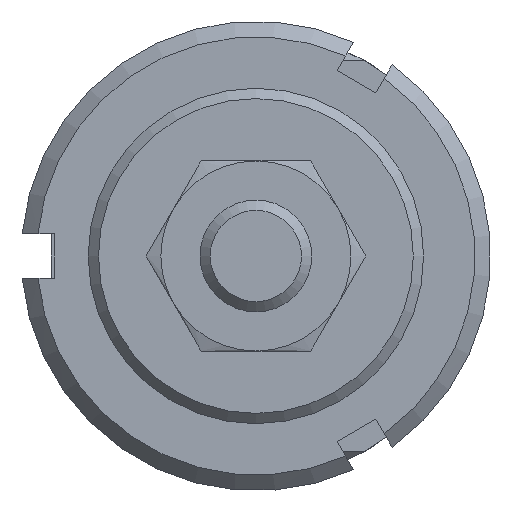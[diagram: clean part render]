
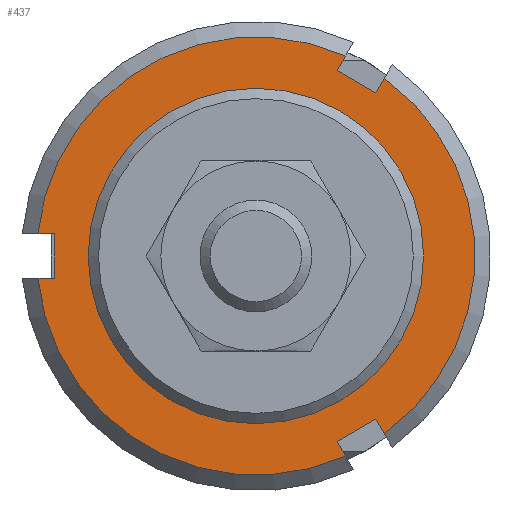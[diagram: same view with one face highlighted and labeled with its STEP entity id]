
A CAD part, left-side view. The second image highlights one B-rep face of the part: STEP entity #437.
In plain terms, the highlighted planar face has unit normal (-1, 0, 0).
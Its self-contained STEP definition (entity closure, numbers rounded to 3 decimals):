
#437 = ADVANCED_FACE( '', ( #836, #837 ), #838, .F. );
#836 = FACE_OUTER_BOUND( '', #1218, .T. );
#837 = FACE_BOUND( '', #1219, .T. );
#838 = PLANE( '', #1220 );
#1218 = EDGE_LOOP( '', ( #2035, #2036, #2037, #2038, #2039, #2040, #2041, #2042, #2043, #2044, #2045, #2046 ) );
#1219 = EDGE_LOOP( '', ( #2047 ) );
#1220 = AXIS2_PLACEMENT_3D( '', #2048, #2049, #2050 );
#2035 = ORIENTED_EDGE( '', *, *, #2280, .F. );
#2036 = ORIENTED_EDGE( '', *, *, #2167, .F. );
#2037 = ORIENTED_EDGE( '', *, *, #2362, .F. );
#2038 = ORIENTED_EDGE( '', *, *, #2421, .F. );
#2039 = ORIENTED_EDGE( '', *, *, #2319, .F. );
#2040 = ORIENTED_EDGE( '', *, *, #2189, .F. );
#2041 = ORIENTED_EDGE( '', *, *, #2378, .F. );
#2042 = ORIENTED_EDGE( '', *, *, #2227, .F. );
#2043 = ORIENTED_EDGE( '', *, *, #2404, .F. );
#2044 = ORIENTED_EDGE( '', *, *, #2356, .F. );
#2045 = ORIENTED_EDGE( '', *, *, #2432, .F. );
#2046 = ORIENTED_EDGE( '', *, *, #2385, .F. );
#2047 = ORIENTED_EDGE( '', *, *, #2425, .T. );
#2048 = CARTESIAN_POINT( '', ( 0., 0., 0. ) );
#2049 = DIRECTION( '', ( 1., 0., 0. ) );
#2050 = DIRECTION( '', ( 0., 0., -1. ) );
#2167 = EDGE_CURVE( '', #2504, #2506, #2507, .T. );
#2189 = EDGE_CURVE( '', #2545, #2547, #2548, .T. );
#2227 = EDGE_CURVE( '', #2610, #2611, #2612, .T. );
#2280 = EDGE_CURVE( '', #2506, #2695, #2696, .T. );
#2319 = EDGE_CURVE( '', #2547, #2759, #2760, .T. );
#2356 = EDGE_CURVE( '', #2812, #2814, #2815, .T. );
#2362 = EDGE_CURVE( '', #2822, #2504, #2823, .T. );
#2378 = EDGE_CURVE( '', #2611, #2545, #2844, .T. );
#2385 = EDGE_CURVE( '', #2695, #2853, #2854, .T. );
#2404 = EDGE_CURVE( '', #2814, #2610, #2880, .T. );
#2421 = EDGE_CURVE( '', #2759, #2822, #2900, .T. );
#2425 = EDGE_CURVE( '', #2905, #2905, #2906, .T. );
#2432 = EDGE_CURVE( '', #2853, #2812, #2915, .T. );
#2504 = VERTEX_POINT( '', #2998 );
#2506 = VERTEX_POINT( '', #3001 );
#2507 = LINE( '', #3002, #3003 );
#2545 = VERTEX_POINT( '', #3062 );
#2547 = VERTEX_POINT( '', #3065 );
#2548 = LINE( '', #3066, #3067 );
#2610 = VERTEX_POINT( '', #3168 );
#2611 = VERTEX_POINT( '', #3169 );
#2612 = LINE( '', #3170, #3171 );
#2695 = VERTEX_POINT( '', #3299 );
#2696 = CIRCLE( '', #3300, 19.6 );
#2759 = VERTEX_POINT( '', #3389 );
#2760 = CIRCLE( '', #3390, 19.6 );
#2812 = VERTEX_POINT( '', #3480 );
#2814 = VERTEX_POINT( '', #3483 );
#2815 = LINE( '', #3484, #3485 );
#2822 = VERTEX_POINT( '', #3496 );
#2823 = LINE( '', #3497, #3498 );
#2844 = LINE( '', #3538, #3539 );
#2853 = VERTEX_POINT( '', #3551 );
#2854 = LINE( '', #3552, #3553 );
#2880 = CIRCLE( '', #3586, 19.6 );
#2900 = LINE( '', #3613, #3614 );
#2905 = VERTEX_POINT( '', #3620 );
#2906 = CIRCLE( '', #3621, 15. );
#2915 = LINE( '', #3631, #3632 );
#2998 = CARTESIAN_POINT( '', ( 0., 10.732, -14.588 ) );
#3001 = CARTESIAN_POINT( '', ( 0., 11.481, -15.885 ) );
#3002 = CARTESIAN_POINT( '', ( 0., 10.732, -14.588 ) );
#3003 = VECTOR( '', #3726, 1000. );
#3062 = CARTESIAN_POINT( '', ( 0., -18., -2. ) );
#3065 = CARTESIAN_POINT( '', ( 0., -19.498, -2. ) );
#3066 = CARTESIAN_POINT( '', ( 0., -18., -2. ) );
#3067 = VECTOR( '', #3755, 1000. );
#3168 = CARTESIAN_POINT( '', ( 0., -19.498, 2. ) );
#3169 = CARTESIAN_POINT( '', ( 0., -18., 2. ) );
#3170 = CARTESIAN_POINT( '', ( 0., -20.905, 2. ) );
#3171 = VECTOR( '', #3795, 1000. );
#3299 = CARTESIAN_POINT( '', ( 0., 11.481, 15.885 ) );
#3300 = AXIS2_PLACEMENT_3D( '', #3859, #3860, #3861 );
#3389 = CARTESIAN_POINT( '', ( 0., 8.017, -17.885 ) );
#3390 = AXIS2_PLACEMENT_3D( '', #3915, #3916, #3917 );
#3480 = CARTESIAN_POINT( '', ( 0., 7.268, 16.588 ) );
#3483 = CARTESIAN_POINT( '', ( 0., 8.017, 17.885 ) );
#3484 = CARTESIAN_POINT( '', ( 0., 7.268, 16.588 ) );
#3485 = VECTOR( '', #3950, 1000. );
#3496 = CARTESIAN_POINT( '', ( 0., 7.268, -16.588 ) );
#3497 = CARTESIAN_POINT( '', ( 0., 7.268, -16.588 ) );
#3498 = VECTOR( '', #3955, 1000. );
#3538 = CARTESIAN_POINT( '', ( 0., -18., 2. ) );
#3539 = VECTOR( '', #3968, 1000. );
#3551 = CARTESIAN_POINT( '', ( 0., 10.732, 14.588 ) );
#3552 = CARTESIAN_POINT( '', ( 0., 12.184, 17.104 ) );
#3553 = VECTOR( '', #3975, 1000. );
#3586 = AXIS2_PLACEMENT_3D( '', #4004, #4005, #4006 );
#3613 = CARTESIAN_POINT( '', ( 0., 8.72, -19.104 ) );
#3614 = VECTOR( '', #4026, 1000. );
#3620 = CARTESIAN_POINT( '', ( 0., 0., -15. ) );
#3621 = AXIS2_PLACEMENT_3D( '', #4031, #4032, #4033 );
#3631 = CARTESIAN_POINT( '', ( 0., 10.732, 14.588 ) );
#3632 = VECTOR( '', #4041, 1000. );
#3726 = DIRECTION( '', ( 0., 0.5, -0.866 ) );
#3755 = DIRECTION( '', ( 0., -1., 0. ) );
#3795 = DIRECTION( '', ( 0., 1., 0. ) );
#3859 = CARTESIAN_POINT( '', ( 0., 0., 0. ) );
#3860 = DIRECTION( '', ( 1., 0., 0. ) );
#3861 = DIRECTION( '', ( 0., 0., -1. ) );
#3915 = CARTESIAN_POINT( '', ( 0., 0., 0. ) );
#3916 = DIRECTION( '', ( 1., 0., 0. ) );
#3917 = DIRECTION( '', ( 0., 0., -1. ) );
#3950 = DIRECTION( '', ( 0., 0.5, 0.866 ) );
#3955 = DIRECTION( '', ( 0., 0.866, 0.5 ) );
#3968 = DIRECTION( '', ( 0., 0., -1. ) );
#3975 = DIRECTION( '', ( 0., -0.5, -0.866 ) );
#4004 = CARTESIAN_POINT( '', ( 0., 0., 0. ) );
#4005 = DIRECTION( '', ( 1., 0., 0. ) );
#4006 = DIRECTION( '', ( 0., 0., -1. ) );
#4026 = DIRECTION( '', ( 0., -0.5, 0.866 ) );
#4031 = CARTESIAN_POINT( '', ( 0., 0., 0. ) );
#4032 = DIRECTION( '', ( 1., 0., 0. ) );
#4033 = DIRECTION( '', ( 0., 0., -1. ) );
#4041 = DIRECTION( '', ( 0., -0.866, 0.5 ) );
